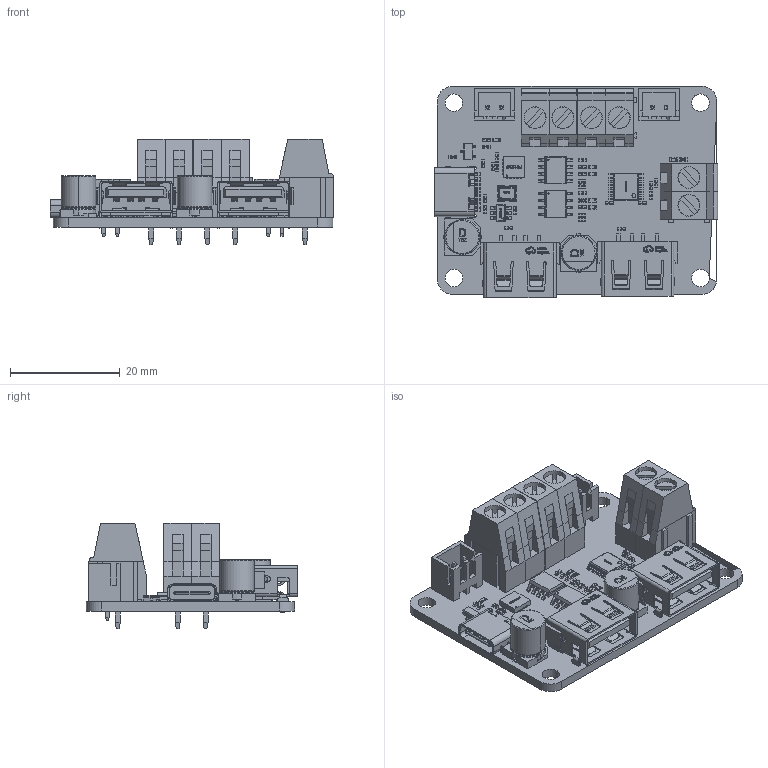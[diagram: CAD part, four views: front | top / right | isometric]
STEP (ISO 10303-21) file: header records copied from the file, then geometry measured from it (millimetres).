
FILE_DESCRIPTION(('Open CASCADE Model'),'2;1');
FILE_NAME('Open CASCADE Shape Model','2024-11-15T17:39:25',('Author'),( 'Open CASCADE'),'Open CASCADE STEP processor 7.5','Open CASCADE 7.5' ,'Unknown');
FILE_SCHEMA(('AUTOMOTIVE_DESIGN { 1 0 10303 214 1 1 1 1 }'));
Length unit declared in the file: millimetre
Products named in the file (114): PCB; Board; Open CASCADE STEP translator 7.5 1.1.1; U2; TSSOP16; TSSOP16 ̜ͥ; ӽ½à0.9; LOGOԲ0.25; PORT1; JST-B2B-XH-A_RGB0; R10; 0402_R; 6523709488; Extruded; 6523709248; D2; 7094701440; 6527542240; 6527542400; 6527542560; U7; SOT-23-3; R6; D1; C18; 0402_C; 6814472144; C9; U6; SOT23-6; SOT23-5and6 ӽ½À; LOGOԲ0.15; 7174798064; R1; 6527556880; 6527556640; R3; USB3; USB-A-TH_10.0QHHTZB6.3; USB2 ...
Assembly tree (312 placements, depth 6):
  PCB
    Board
      Open CASCADE STEP translator 7.5 1.1.1
    U2
      TSSOP16
        TSSOP16 ̜ͥ
        ӽ½à0.9  x16
        LOGOԲ0.25
    PORT1
      JST-B2B-XH-A_RGB0
    R10
      0402_R
      6523709488
        Extruded
      6523709248
        Extruded
    D2
      7094701440  x2
        Extruded
      6527542240  x2
        Extruded
      6527542400
        Extruded
      6527542560
        Extruded
    U7
      SOT-23-3
    R6
      0402_R
      6523709488
        Extruded
      6523709248
        Extruded
    D1
      7094701440  x2
        Extruded
      6527542240  x2
        Extruded
      6527542400
        Extruded
      6527542560
        Extruded
    C18
      0402_C
      6814472144  x2
        Extruded
    C9
      0402_C
      6814472144  x2
        Extruded
    U6
      SOT23-6
        SOT23-5and6 ӽ½À  x6
        LOGOԲ0.15
        SOT23-6
      7174798064  x6
        Extruded
    R1
      0402_R
      6527556880
Bounding box: 51.72 x 38.58 x 19.3 mm (x, y, z)
Volume: 8516.9 mm3; surface area: 14562.4 mm2
Topology: 409 solids, 409 shells, 8012 faces, 19364 edges, 12144 vertices
Faces by surface type: plane 4857, cylinder 1709, bspline 646, torus 312, sphere 270, extrusion 212, revolution 6
Full cylindrical faces by diameter (mm): 0.196 x2, 0.7 x2, 0.9 x4, 1.524 x6, 3.2 x4
Entity records: 134514 total; most frequent: CARTESIAN_POINT 34866, ORIENTED_EDGE 16422, DIRECTION 14591, EDGE_CURVE 8211, VECTOR 5557, LINE 5543, VERTEX_POINT 5301, AXIS2_PLACEMENT_3D 4514
